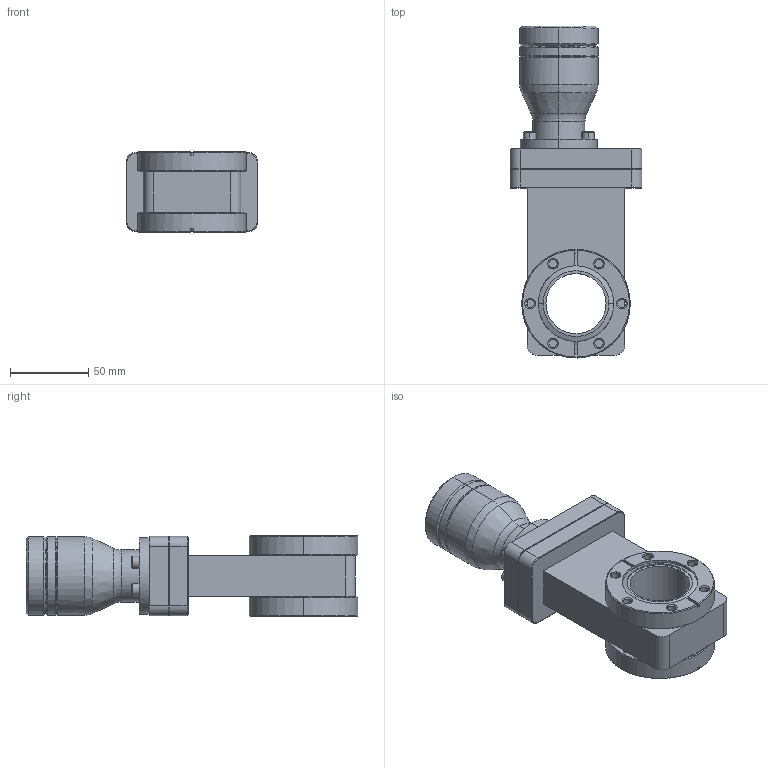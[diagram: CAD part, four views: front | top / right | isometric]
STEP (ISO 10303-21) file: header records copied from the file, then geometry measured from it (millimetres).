
FILE_DESCRIPTION (( 'STEP AP203' ), '1' );
FILE_NAME ('GVM-S04600.STEP', '2023-06-28T16:01:20', ( '' ), ( '' ), 'SwSTEP 2.0', 'SolidWorks 2020', '' );
FILE_SCHEMA (( 'CONFIG_CONTROL_DESIGN' ));
Length unit declared in the file: inch
Products named in the file (1): GVM-S04600
Bounding box: 84.12 x 211.99 x 51.49 mm (x, y, z)
Surface area: 66900.5 mm2 (no closed solid volume)
Topology: 0 solids, 4 shells, 395 faces, 960 edges, 616 vertices
Faces by surface type: plane 190, cylinder 116, cone 85, bspline 2, torus 2
Entity records: 16789 total; most frequent: CARTESIAN_POINT 7685, ORIENTED_EDGE 1917, DIRECTION 1746, EDGE_CURVE 960, VERTEX_POINT 616, AXIS2_PLACEMENT_3D 615, LINE 516, VECTOR 516
